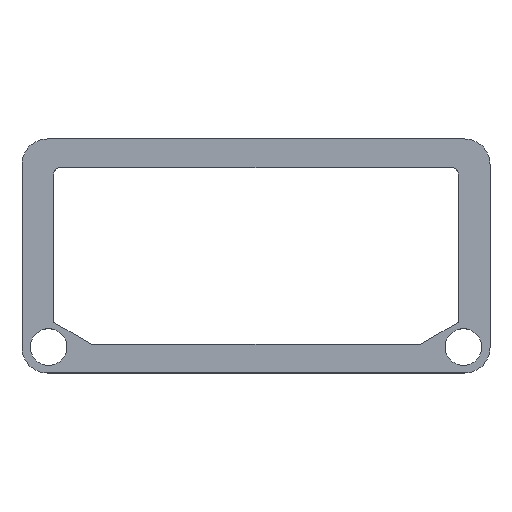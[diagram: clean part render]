
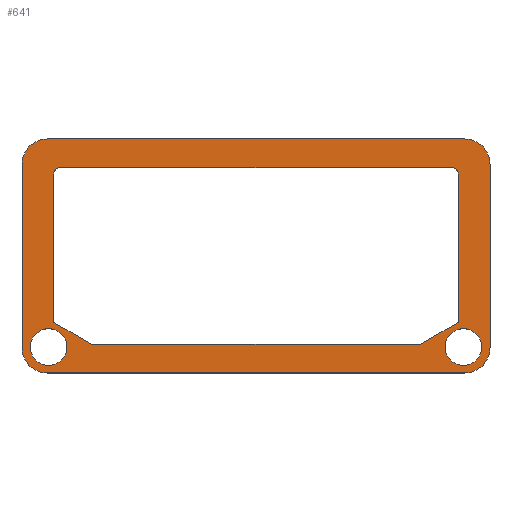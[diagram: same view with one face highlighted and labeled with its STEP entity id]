
A CAD part, top view. The second image highlights one B-rep face of the part: STEP entity #641.
In plain terms, the highlighted planar face has unit normal (0, 0, 1).
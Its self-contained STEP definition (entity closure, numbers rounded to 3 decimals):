
#42 = VERTEX_POINT('',#43);
#43 = CARTESIAN_POINT('',(83.381,-40.756,1.59));
#49 = EDGE_CURVE('',#42,#50,#52,.T.);
#50 = VERTEX_POINT('',#51);
#51 = CARTESIAN_POINT('',(85.381,-42.756,1.59));
#52 = CIRCLE('',#53,2.);
#53 = AXIS2_PLACEMENT_3D('',#54,#55,#56);
#54 = CARTESIAN_POINT('',(83.381,-42.756,1.59));
#55 = DIRECTION('',(0.,0.,-1.));
#56 = DIRECTION('',(0.,1.,0.));
#82 = EDGE_CURVE('',#50,#83,#85,.T.);
#83 = VERTEX_POINT('',#84);
#84 = CARTESIAN_POINT('',(85.381,-57.256,1.59));
#85 = LINE('',#86,#87);
#86 = CARTESIAN_POINT('',(85.381,-42.756,1.59));
#87 = VECTOR('',#88,1.);
#88 = DIRECTION('',(0.,-1.,0.));
#113 = EDGE_CURVE('',#83,#114,#116,.T.);
#114 = VERTEX_POINT('',#115);
#115 = CARTESIAN_POINT('',(83.381,-59.256,1.59));
#116 = CIRCLE('',#117,2.);
#117 = AXIS2_PLACEMENT_3D('',#118,#119,#120);
#118 = CARTESIAN_POINT('',(83.381,-57.256,1.59));
#119 = DIRECTION('',(0.,0.,-1.));
#120 = DIRECTION('',(1.,0.,0.));
#146 = EDGE_CURVE('',#114,#147,#149,.T.);
#147 = VERTEX_POINT('',#148);
#148 = CARTESIAN_POINT('',(50.381,-59.256,1.59));
#149 = LINE('',#150,#151);
#150 = CARTESIAN_POINT('',(83.381,-59.256,1.59));
#151 = VECTOR('',#152,1.);
#152 = DIRECTION('',(-1.,0.,0.));
#177 = EDGE_CURVE('',#147,#178,#180,.T.);
#178 = VERTEX_POINT('',#179);
#179 = CARTESIAN_POINT('',(48.381,-57.256,1.59));
#180 = CIRCLE('',#181,2.);
#181 = AXIS2_PLACEMENT_3D('',#182,#183,#184);
#182 = CARTESIAN_POINT('',(50.381,-57.256,1.59));
#183 = DIRECTION('',(0.,0.,-1.));
#184 = DIRECTION('',(0.,-1.,0.));
#210 = EDGE_CURVE('',#178,#211,#213,.T.);
#211 = VERTEX_POINT('',#212);
#212 = CARTESIAN_POINT('',(48.381,-42.756,1.59));
#213 = LINE('',#214,#215);
#214 = CARTESIAN_POINT('',(48.381,-57.256,1.59));
#215 = VECTOR('',#216,1.);
#216 = DIRECTION('',(0.,1.,0.));
#241 = EDGE_CURVE('',#211,#242,#244,.T.);
#242 = VERTEX_POINT('',#243);
#243 = CARTESIAN_POINT('',(50.381,-40.756,1.59));
#244 = CIRCLE('',#245,2.);
#245 = AXIS2_PLACEMENT_3D('',#246,#247,#248);
#246 = CARTESIAN_POINT('',(50.381,-42.756,1.59));
#247 = DIRECTION('',(0.,0.,-1.));
#248 = DIRECTION('',(-1.,0.,-0.));
#274 = EDGE_CURVE('',#242,#42,#275,.T.);
#275 = LINE('',#276,#277);
#276 = CARTESIAN_POINT('',(50.381,-40.756,1.59));
#277 = VECTOR('',#278,1.);
#278 = DIRECTION('',(1.,0.,0.));
#298 = VERTEX_POINT('',#299);
#299 = CARTESIAN_POINT('',(51.931,-57.206,1.59));
#305 = EDGE_CURVE('',#298,#298,#306,.T.);
#306 = CIRCLE('',#307,1.45);
#307 = AXIS2_PLACEMENT_3D('',#308,#309,#310);
#308 = CARTESIAN_POINT('',(50.481,-57.206,1.59));
#309 = DIRECTION('',(0.,0.,1.));
#310 = DIRECTION('',(1.,0.,-0.));
#331 = VERTEX_POINT('',#332);
#332 = CARTESIAN_POINT('',(84.731,-57.206,1.59));
#338 = EDGE_CURVE('',#331,#331,#339,.T.);
#339 = CIRCLE('',#340,1.45);
#340 = AXIS2_PLACEMENT_3D('',#341,#342,#343);
#341 = CARTESIAN_POINT('',(83.281,-57.206,1.59));
#342 = DIRECTION('',(0.,0.,1.));
#343 = DIRECTION('',(1.,0.,-0.));
#364 = VERTEX_POINT('',#365);
#365 = CARTESIAN_POINT('',(51.381,-43.031,1.59));
#371 = EDGE_CURVE('',#364,#372,#374,.T.);
#372 = VERTEX_POINT('',#373);
#373 = CARTESIAN_POINT('',(50.881,-43.531,1.59));
#374 = CIRCLE('',#375,0.5);
#375 = AXIS2_PLACEMENT_3D('',#376,#377,#378);
#376 = CARTESIAN_POINT('',(51.381,-43.531,1.59));
#377 = DIRECTION('',(0.,0.,1.));
#378 = DIRECTION('',(0.,1.,0.));
#404 = EDGE_CURVE('',#372,#405,#407,.T.);
#405 = VERTEX_POINT('',#406);
#406 = CARTESIAN_POINT('',(50.881,-55.249,1.59));
#407 = LINE('',#408,#409);
#408 = CARTESIAN_POINT('',(50.881,-43.531,1.59));
#409 = VECTOR('',#410,1.);
#410 = DIRECTION('',(0.,-1.,0.));
#435 = EDGE_CURVE('',#405,#436,#438,.T.);
#436 = VERTEX_POINT('',#437);
#437 = CARTESIAN_POINT('',(53.881,-56.981,1.59));
#438 = LINE('',#439,#440);
#439 = CARTESIAN_POINT('',(50.881,-55.249,1.59));
#440 = VECTOR('',#441,1.);
#441 = DIRECTION('',(0.866,-0.5,0.));
#466 = EDGE_CURVE('',#436,#467,#469,.T.);
#467 = VERTEX_POINT('',#468);
#468 = CARTESIAN_POINT('',(79.881,-56.981,1.59));
#469 = LINE('',#470,#471);
#470 = CARTESIAN_POINT('',(53.881,-56.981,1.59));
#471 = VECTOR('',#472,1.);
#472 = DIRECTION('',(1.,0.,0.));
#497 = EDGE_CURVE('',#467,#498,#500,.T.);
#498 = VERTEX_POINT('',#499);
#499 = CARTESIAN_POINT('',(82.881,-55.249,1.59));
#500 = LINE('',#501,#502);
#501 = CARTESIAN_POINT('',(79.881,-56.981,1.59));
#502 = VECTOR('',#503,1.);
#503 = DIRECTION('',(0.866,0.5,0.));
#528 = EDGE_CURVE('',#498,#529,#531,.T.);
#529 = VERTEX_POINT('',#530);
#530 = CARTESIAN_POINT('',(82.881,-43.531,1.59));
#531 = LINE('',#532,#533);
#532 = CARTESIAN_POINT('',(82.881,-55.249,1.59));
#533 = VECTOR('',#534,1.);
#534 = DIRECTION('',(0.,1.,0.));
#559 = EDGE_CURVE('',#529,#560,#562,.T.);
#560 = VERTEX_POINT('',#561);
#561 = CARTESIAN_POINT('',(82.381,-43.031,1.59));
#562 = CIRCLE('',#563,0.5);
#563 = AXIS2_PLACEMENT_3D('',#564,#565,#566);
#564 = CARTESIAN_POINT('',(82.381,-43.531,1.59));
#565 = DIRECTION('',(0.,0.,1.));
#566 = DIRECTION('',(1.,0.,-0.));
#592 = EDGE_CURVE('',#560,#364,#593,.T.);
#593 = LINE('',#594,#595);
#594 = CARTESIAN_POINT('',(82.381,-43.031,1.59));
#595 = VECTOR('',#596,1.);
#596 = DIRECTION('',(-1.,0.,0.));
#641 = ADVANCED_FACE('',(#642,#652,#655,#658),#668,.T.);
#642 = FACE_BOUND('',#643,.F.);
#643 = EDGE_LOOP('',(#644,#645,#646,#647,#648,#649,#650,#651));
#644 = ORIENTED_EDGE('',*,*,#49,.T.);
#645 = ORIENTED_EDGE('',*,*,#82,.T.);
#646 = ORIENTED_EDGE('',*,*,#113,.T.);
#647 = ORIENTED_EDGE('',*,*,#146,.T.);
#648 = ORIENTED_EDGE('',*,*,#177,.T.);
#649 = ORIENTED_EDGE('',*,*,#210,.T.);
#650 = ORIENTED_EDGE('',*,*,#241,.T.);
#651 = ORIENTED_EDGE('',*,*,#274,.T.);
#652 = FACE_BOUND('',#653,.F.);
#653 = EDGE_LOOP('',(#654));
#654 = ORIENTED_EDGE('',*,*,#305,.T.);
#655 = FACE_BOUND('',#656,.F.);
#656 = EDGE_LOOP('',(#657));
#657 = ORIENTED_EDGE('',*,*,#338,.T.);
#658 = FACE_BOUND('',#659,.F.);
#659 = EDGE_LOOP('',(#660,#661,#662,#663,#664,#665,#666,#667));
#660 = ORIENTED_EDGE('',*,*,#371,.T.);
#661 = ORIENTED_EDGE('',*,*,#404,.T.);
#662 = ORIENTED_EDGE('',*,*,#435,.T.);
#663 = ORIENTED_EDGE('',*,*,#466,.T.);
#664 = ORIENTED_EDGE('',*,*,#497,.T.);
#665 = ORIENTED_EDGE('',*,*,#528,.T.);
#666 = ORIENTED_EDGE('',*,*,#559,.T.);
#667 = ORIENTED_EDGE('',*,*,#592,.T.);
#668 = PLANE('',#669);
#669 = AXIS2_PLACEMENT_3D('',#670,#671,#672);
#670 = CARTESIAN_POINT('',(0.,0.,1.59));
#671 = DIRECTION('',(0.,0.,1.));
#672 = DIRECTION('',(1.,0.,-0.));
